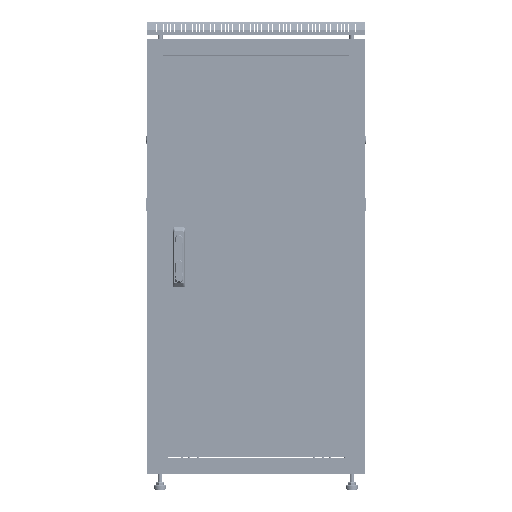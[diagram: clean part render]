
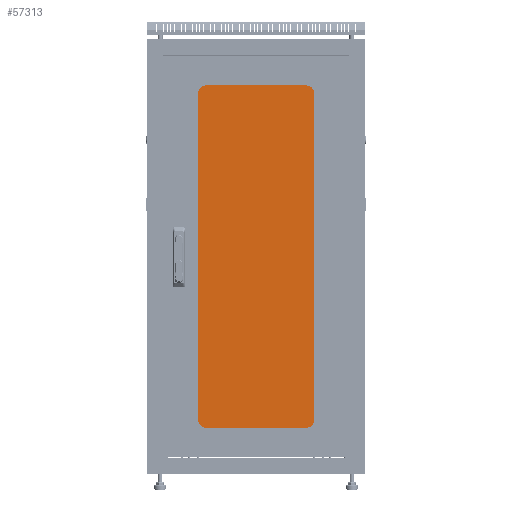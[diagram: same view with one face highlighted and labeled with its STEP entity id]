
A CAD part, top view. The second image highlights one B-rep face of the part: STEP entity #57313.
In plain terms, the highlighted planar face has unit normal (0, 0, 1).
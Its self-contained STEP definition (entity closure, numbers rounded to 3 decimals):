
#3701 = DIRECTION ( 'NONE',  ( 1., 0., 0. ) ) ;
#8394 = VECTOR ( 'NONE', #68372, 1000. ) ;
#8402 = CARTESIAN_POINT ( 'NONE',  ( 180., -549.05, 4. ) ) ;
#9832 = ORIENTED_EDGE ( 'NONE', *, *, #47968, .T. ) ;
#11211 = PLANE ( 'NONE',  #74929 ) ;
#12349 = CARTESIAN_POINT ( 'NONE',  ( -180., -549.05, 4. ) ) ;
#14257 = VECTOR ( 'NONE', #66642, 1000. ) ;
#16017 = VERTEX_POINT ( 'NONE', #8402 ) ;
#20324 = ORIENTED_EDGE ( 'NONE', *, *, #96519, .T. ) ;
#21367 = VERTEX_POINT ( 'NONE', #48536 ) ;
#25937 = DIRECTION ( 'NONE',  ( 1., 0., 0. ) ) ;
#29299 = CARTESIAN_POINT ( 'NONE',  ( 180., -549.05, 4. ) ) ;
#36265 = VERTEX_POINT ( 'NONE', #67139 ) ;
#41426 = VECTOR ( 'NONE', #91728, 1000. ) ;
#41789 = CARTESIAN_POINT ( 'NONE',  ( 180., -549.05, 4. ) ) ;
#47968 = EDGE_CURVE ( 'NONE', #21367, #100245, #49629, .T. ) ;
#48536 = CARTESIAN_POINT ( 'NONE',  ( 180., 549.05, 4. ) ) ;
#49629 = LINE ( 'NONE', #66708, #8394 ) ;
#51971 = EDGE_CURVE ( 'NONE', #36265, #16017, #95059, .T. ) ;
#57313 = ADVANCED_FACE ( 'NONE', ( #73318 ), #11211, .T. ) ;
#61066 = CARTESIAN_POINT ( 'NONE',  ( -180., 549.05, 4. ) ) ;
#62376 = EDGE_LOOP ( 'NONE', ( #20324, #64134, #67514, #9832 ) ) ;
#64134 = ORIENTED_EDGE ( 'NONE', *, *, #51971, .T. ) ;
#64655 = VECTOR ( 'NONE', #25937, 1000. ) ;
#66642 = DIRECTION ( 'NONE',  ( 0., -1., 0. ) ) ;
#66708 = CARTESIAN_POINT ( 'NONE',  ( 180., 549.05, 4. ) ) ;
#67139 = CARTESIAN_POINT ( 'NONE',  ( -180., -549.05, 4. ) ) ;
#67514 = ORIENTED_EDGE ( 'NONE', *, *, #79964, .T. ) ;
#68372 = DIRECTION ( 'NONE',  ( -1., 0., 0. ) ) ;
#71615 = CARTESIAN_POINT ( 'NONE',  ( 0., 0., 4. ) ) ;
#73318 = FACE_OUTER_BOUND ( 'NONE', #62376, .T. ) ;
#74929 = AXIS2_PLACEMENT_3D ( 'NONE', #71615, #87241, #3701 ) ;
#79153 = LINE ( 'NONE', #29299, #41426 ) ;
#79964 = EDGE_CURVE ( 'NONE', #16017, #21367, #79153, .T. ) ;
#81041 = LINE ( 'NONE', #12349, #14257 ) ;
#87241 = DIRECTION ( 'NONE',  ( 0., 0., 1. ) ) ;
#91728 = DIRECTION ( 'NONE',  ( 0., 1., 0. ) ) ;
#95059 = LINE ( 'NONE', #41789, #64655 ) ;
#96519 = EDGE_CURVE ( 'NONE', #100245, #36265, #81041, .T. ) ;
#100245 = VERTEX_POINT ( 'NONE', #61066 ) ;
